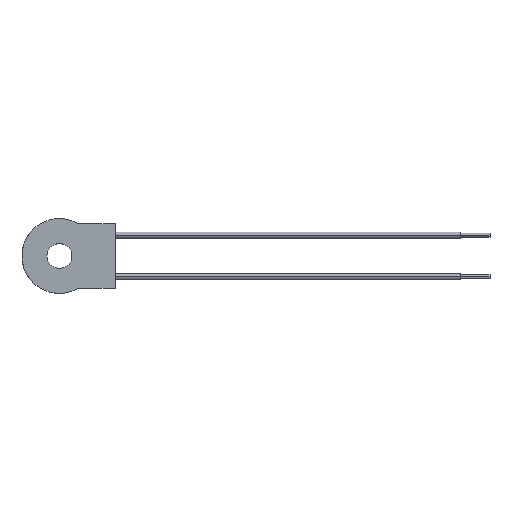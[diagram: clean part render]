
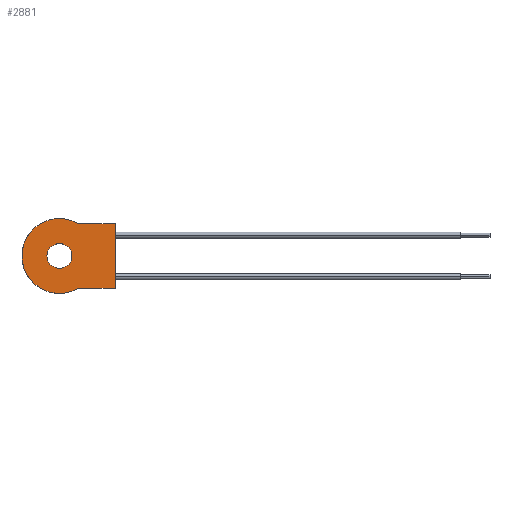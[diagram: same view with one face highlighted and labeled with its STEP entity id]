
A CAD part, top view. The second image highlights one B-rep face of the part: STEP entity #2881.
In plain terms, the highlighted planar face has unit normal (0, 0, 1).
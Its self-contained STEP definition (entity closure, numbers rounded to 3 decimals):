
#68 = VERTEX_POINT ( 'NONE', #2230 ) ;
#125 = VECTOR ( 'NONE', #2635, 1000. ) ;
#197 = ORIENTED_EDGE ( 'NONE', *, *, #1946, .F. ) ;
#198 = LINE ( 'NONE', #2662, #125 ) ;
#221 = EDGE_CURVE ( 'NONE', #1329, #666, #567, .T. ) ;
#262 = ORIENTED_EDGE ( 'NONE', *, *, #452, .T. ) ;
#281 = CARTESIAN_POINT ( 'NONE',  ( 0., 0., 7.1 ) ) ;
#285 = ORIENTED_EDGE ( 'NONE', *, *, #360, .T. ) ;
#317 = CARTESIAN_POINT ( 'NONE',  ( 13.4, 0., 7.1 ) ) ;
#360 = EDGE_CURVE ( 'NONE', #68, #1329, #2101, .T. ) ;
#365 = PLANE ( 'NONE',  #986 ) ;
#389 = VERTEX_POINT ( 'NONE', #512 ) ;
#452 = EDGE_CURVE ( 'NONE', #1306, #68, #2615, .T. ) ;
#487 = EDGE_CURVE ( 'NONE', #2506, #389, #1258, .T. ) ;
#512 = CARTESIAN_POINT ( 'NONE',  ( -3., 0., 7.1 ) ) ;
#522 = DIRECTION ( 'NONE',  ( 0., 0., 1. ) ) ;
#531 = EDGE_CURVE ( 'NONE', #666, #1898, #198, .T. ) ;
#567 = CIRCLE ( 'NONE', #743, 9. ) ;
#666 = VERTEX_POINT ( 'NONE', #2121 ) ;
#680 = DIRECTION ( 'NONE',  ( 1., 0., 0. ) ) ;
#703 = AXIS2_PLACEMENT_3D ( 'NONE', #281, #522, #2369 ) ;
#743 = AXIS2_PLACEMENT_3D ( 'NONE', #1083, #1983, #1328 ) ;
#908 = EDGE_LOOP ( 'NONE', ( #197, #1370 ) ) ;
#957 = VECTOR ( 'NONE', #1255, 1000. ) ;
#986 = AXIS2_PLACEMENT_3D ( 'NONE', #2856, #1471, #2672 ) ;
#1010 = DIRECTION ( 'NONE',  ( -1., 0., 0. ) ) ;
#1083 = CARTESIAN_POINT ( 'NONE',  ( 0., 0., 7.1 ) ) ;
#1255 = DIRECTION ( 'NONE',  ( 0., 1., 0. ) ) ;
#1258 = CIRCLE ( 'NONE', #703, 3. ) ;
#1306 = VERTEX_POINT ( 'NONE', #2818 ) ;
#1328 = DIRECTION ( 'NONE',  ( 1., 0., 0. ) ) ;
#1329 = VERTEX_POINT ( 'NONE', #2681 ) ;
#1370 = ORIENTED_EDGE ( 'NONE', *, *, #487, .F. ) ;
#1390 = ORIENTED_EDGE ( 'NONE', *, *, #531, .T. ) ;
#1471 = DIRECTION ( 'NONE',  ( 0., 0., 1. ) ) ;
#1512 = FACE_BOUND ( 'NONE', #908, .T. ) ;
#1514 = CARTESIAN_POINT ( 'NONE',  ( 3., 0., 7.1 ) ) ;
#1529 = AXIS2_PLACEMENT_3D ( 'NONE', #2989, #2790, #680 ) ;
#1583 = FACE_OUTER_BOUND ( 'NONE', #1786, .T. ) ;
#1612 = CARTESIAN_POINT ( 'NONE',  ( 13.4, 7.75, 7.1 ) ) ;
#1629 = CARTESIAN_POINT ( 'NONE',  ( 0., 0., 7.1 ) ) ;
#1731 = ORIENTED_EDGE ( 'NONE', *, *, #221, .T. ) ;
#1771 = CARTESIAN_POINT ( 'NONE',  ( 13.4, -7.75, 7.1 ) ) ;
#1781 = EDGE_CURVE ( 'NONE', #1898, #1306, #2575, .T. ) ;
#1786 = EDGE_LOOP ( 'NONE', ( #1928, #262, #285, #1731, #1390 ) ) ;
#1816 = CIRCLE ( 'NONE', #2426, 3. ) ;
#1898 = VERTEX_POINT ( 'NONE', #1771 ) ;
#1928 = ORIENTED_EDGE ( 'NONE', *, *, #1781, .T. ) ;
#1946 = EDGE_CURVE ( 'NONE', #389, #2506, #1816, .T. ) ;
#1983 = DIRECTION ( 'NONE',  ( 0., 0., 1. ) ) ;
#2101 = CIRCLE ( 'NONE', #1529, 9. ) ;
#2121 = CARTESIAN_POINT ( 'NONE',  ( 4.576, -7.75, 7.1 ) ) ;
#2230 = CARTESIAN_POINT ( 'NONE',  ( 4.576, 7.75, 7.1 ) ) ;
#2369 = DIRECTION ( 'NONE',  ( 1., 0., 0. ) ) ;
#2426 = AXIS2_PLACEMENT_3D ( 'NONE', #1629, #2520, #2786 ) ;
#2506 = VERTEX_POINT ( 'NONE', #1514 ) ;
#2520 = DIRECTION ( 'NONE',  ( 0., 0., 1. ) ) ;
#2575 = LINE ( 'NONE', #317, #957 ) ;
#2615 = LINE ( 'NONE', #1612, #2803 ) ;
#2635 = DIRECTION ( 'NONE',  ( 1., 0., 0. ) ) ;
#2662 = CARTESIAN_POINT ( 'NONE',  ( 13.4, -7.75, 7.1 ) ) ;
#2672 = DIRECTION ( 'NONE',  ( 1., 0., 0. ) ) ;
#2681 = CARTESIAN_POINT ( 'NONE',  ( -9., 0., 7.1 ) ) ;
#2786 = DIRECTION ( 'NONE',  ( 1., 0., 0. ) ) ;
#2790 = DIRECTION ( 'NONE',  ( 0., 0., 1. ) ) ;
#2803 = VECTOR ( 'NONE', #1010, 1000. ) ;
#2818 = CARTESIAN_POINT ( 'NONE',  ( 13.4, 7.75, 7.1 ) ) ;
#2856 = CARTESIAN_POINT ( 'NONE',  ( 0., 0., 7.1 ) ) ;
#2881 = ADVANCED_FACE ( 'NONE', ( #1583, #1512 ), #365, .T. ) ;
#2989 = CARTESIAN_POINT ( 'NONE',  ( 0., 0., 7.1 ) ) ;
